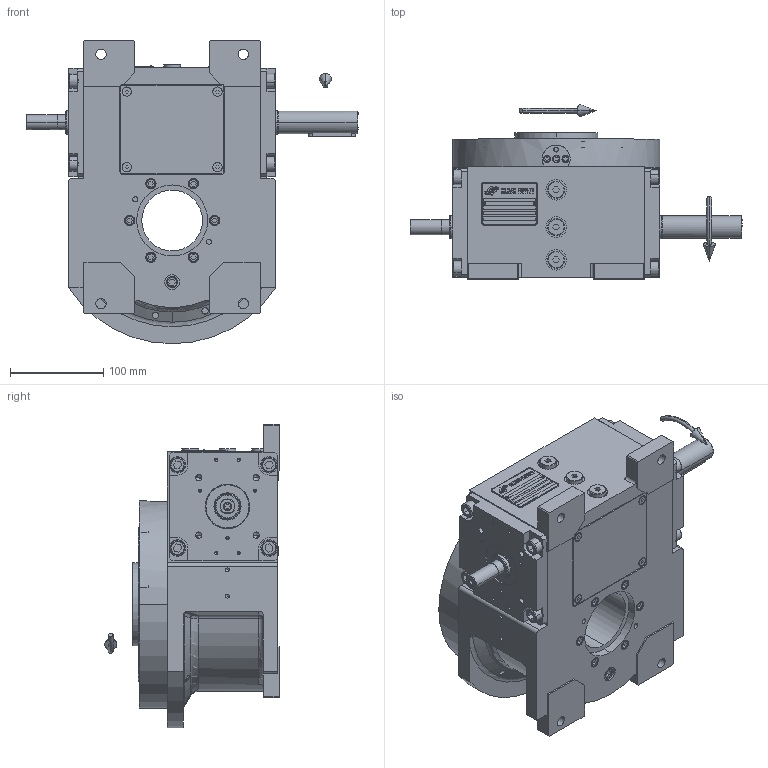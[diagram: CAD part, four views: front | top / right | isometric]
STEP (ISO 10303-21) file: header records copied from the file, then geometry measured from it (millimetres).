
FILE_DESCRIPTION (( 'STEP AP203' ), '1' );
FILE_NAME ('PC5100359.step', '2025-12-02T16:40:59', ( '' ), ( '' ), 'SwSTEP 2.0', 'SolidWorks 2020', '' );
FILE_SCHEMA (( 'CONFIG_CONTROL_DESIGN' ));
Length unit declared in the file: millimetre
Products named in the file (78): cfn2000_01_124; cfn2000_01_161; AS_rig06_002_bl_001; cfn2000_01_103; cfn2002_01_008; AS_900_38_30_003; olio_agip_blasia_150; CFN2203_02_001.stp; cfn2128_19_002; cfn2115_01_005; rig06_071_08_m_n_02_asm.stp; AS_rig06_004_s_001; cfn2003_01_054; rig06_003_8_002; rig06_002_bl_001; cfn2205_01_013; cfn2155_01_056; cfn2107_01_001; cfn2151_01_170; freccia_angolare; AS_rig06_071_8_m_n_02; cfn2276_01_074; 900_38_30_003; CFN2000_01_185.stp; cfn2115_02_165; cfn2128_04_004; AS_rig06_004; cfn2077_01_018; cfn2070_05_005; cfn2151_01_109; rig06_004; RIG06_005_ASM.stp; CFN2010_01_012.stp; CFN2010_02_002.stp; rig06_016; AS_rig06_17_s_007; cfn2155_01_303; cfn2476_01_002_60x46; rig06_004_s_001; AS_cfn2476_01_002_60x46 ...
Assembly tree (72 placements, depth 5):
  olio_agip_blasia_150
  CFN2203_02_001.stp
  cfn2205_01_013
  cfn2276_01_074
  cfn2115_02_165
Bounding box: 355.5 x 187 x 325 mm (x, y, z)
Volume: 2339739.7 mm3; surface area: 757936.5 mm2
Topology: 64 solids, 64 shells, 1987 faces, 4926 edges, 3159 vertices
Faces by surface type: plane 1024, cylinder 638, cone 301, bspline 10, torus 8, sphere 6
Entity records: 67035 total; most frequent: CARTESIAN_POINT 13721, DIRECTION 9517, ORIENTED_EDGE 9132, EDGE_CURVE 4566, AXIS2_PLACEMENT_3D 3263, LINE 2991, VECTOR 2991, VERTEX_POINT 2978
